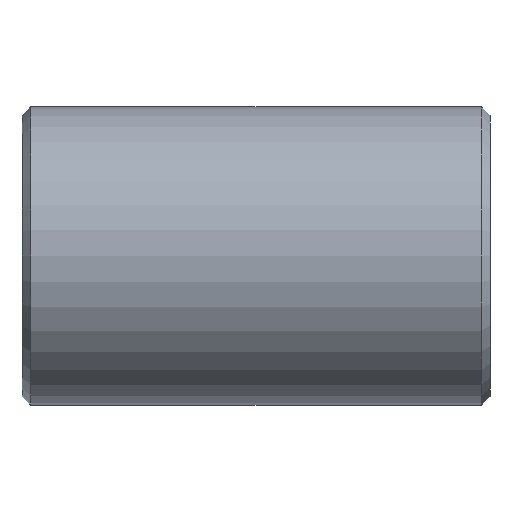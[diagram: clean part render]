
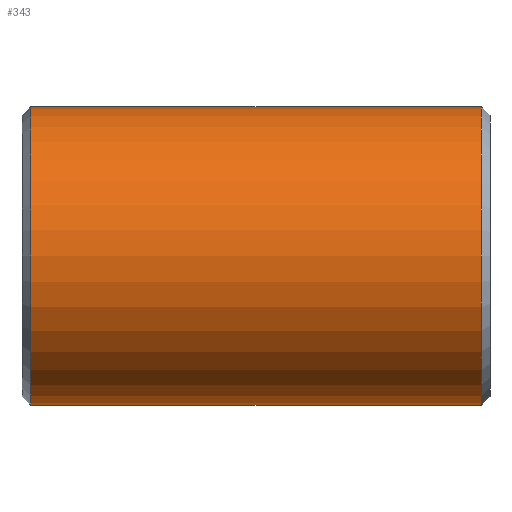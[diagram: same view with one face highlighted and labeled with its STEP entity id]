
A CAD part, front view. The second image highlights one B-rep face of the part: STEP entity #343.
In plain terms, the highlighted cylindrical face has radius 161.925 mm (diameter 323.85 mm), a partial arc.
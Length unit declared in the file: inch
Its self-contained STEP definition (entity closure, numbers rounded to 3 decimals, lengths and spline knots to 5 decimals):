
#2 = LINE ( 'NONE', #756, #261 ) ;
#10 = VERTEX_POINT ( 'NONE', #386 ) ;
#11 = CARTESIAN_POINT ( 'NONE',  ( 9.625, 0., 6.375 ) ) ;
#37 = ORIENTED_EDGE ( 'NONE', *, *, #83, .T. ) ;
#65 = LINE ( 'NONE', #125, #573 ) ;
#79 = EDGE_CURVE ( 'NONE', #808, #10, #65, .T. ) ;
#83 = EDGE_CURVE ( 'NONE', #677, #808, #319, .T. ) ;
#109 = ORIENTED_EDGE ( 'NONE', *, *, #248, .F. ) ;
#124 = DIRECTION ( 'NONE',  ( 0., 0., 1. ) ) ;
#125 = CARTESIAN_POINT ( 'NONE',  ( 10., 0., 6.375 ) ) ;
#131 = DIRECTION ( 'NONE',  ( -1., 0., 0. ) ) ;
#135 = CIRCLE ( 'NONE', #544, 6.375 ) ;
#154 = AXIS2_PLACEMENT_3D ( 'NONE', #772, #131, #503 ) ;
#164 = VERTEX_POINT ( 'NONE', #761 ) ;
#181 = AXIS2_PLACEMENT_3D ( 'NONE', #381, #706, #124 ) ;
#184 = DIRECTION ( 'NONE',  ( -1., 0., 0. ) ) ;
#190 = FACE_OUTER_BOUND ( 'NONE', #497, .T. ) ;
#226 = ORIENTED_EDGE ( 'NONE', *, *, #636, .T. ) ;
#248 = EDGE_CURVE ( 'NONE', #677, #164, #2, .T. ) ;
#261 = VECTOR ( 'NONE', #184, 39.37008 ) ;
#304 = CARTESIAN_POINT ( 'NONE',  ( -9.625, 0., 0. ) ) ;
#319 = CIRCLE ( 'NONE', #154, 6.375 ) ;
#343 = ADVANCED_FACE ( 'NONE', ( #190 ), #450, .T. ) ;
#381 = CARTESIAN_POINT ( 'NONE',  ( 10., 0., 0. ) ) ;
#386 = CARTESIAN_POINT ( 'NONE',  ( -9.625, 0., 6.375 ) ) ;
#418 = ORIENTED_EDGE ( 'NONE', *, *, #79, .T. ) ;
#450 = CYLINDRICAL_SURFACE ( 'NONE', #181, 6.375 ) ;
#457 = DIRECTION ( 'NONE',  ( -1., 0., 0. ) ) ;
#497 = EDGE_LOOP ( 'NONE', ( #109, #37, #418, #226 ) ) ;
#503 = DIRECTION ( 'NONE',  ( 0., 0., -1. ) ) ;
#504 = DIRECTION ( 'NONE',  ( 1., 0., 0. ) ) ;
#544 = AXIS2_PLACEMENT_3D ( 'NONE', #304, #504, #562 ) ;
#562 = DIRECTION ( 'NONE',  ( 0., 0., 1. ) ) ;
#573 = VECTOR ( 'NONE', #457, 39.37008 ) ;
#636 = EDGE_CURVE ( 'NONE', #10, #164, #135, .T. ) ;
#647 = CARTESIAN_POINT ( 'NONE',  ( 9.625, 0., -6.375 ) ) ;
#677 = VERTEX_POINT ( 'NONE', #647 ) ;
#706 = DIRECTION ( 'NONE',  ( -1., 0., 0. ) ) ;
#756 = CARTESIAN_POINT ( 'NONE',  ( 10., 0., -6.375 ) ) ;
#761 = CARTESIAN_POINT ( 'NONE',  ( -9.625, 0., -6.375 ) ) ;
#772 = CARTESIAN_POINT ( 'NONE',  ( 9.625, 0., 0. ) ) ;
#808 = VERTEX_POINT ( 'NONE', #11 ) ;
